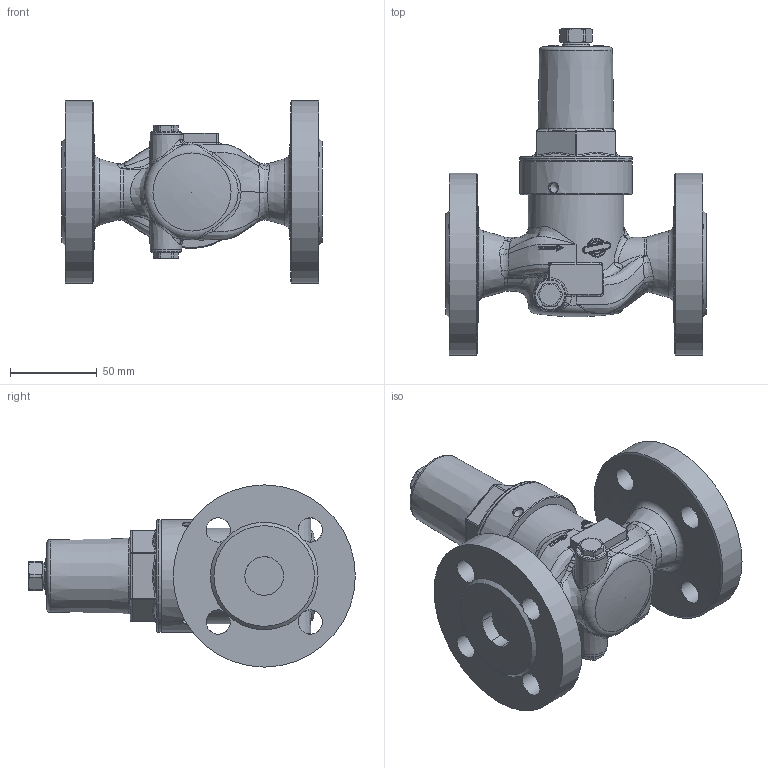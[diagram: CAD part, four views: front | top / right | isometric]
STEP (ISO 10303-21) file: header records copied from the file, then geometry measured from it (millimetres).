
FILE_DESCRIPTION(/* description */ (''),/* implementation_level */ '2;1');
FILE_NAME(/* name */ '085003.stp',/* time_stamp */ '2024-01-22T15:59:05+01:00',/* author */ ('gninka'),/* organization */ (''),/* preprocessor_version */ 'ST-DEVELOPER v19',/* originating_system */ 'Autodesk Inventor 2023',/* authorisation */ '');
FILE_SCHEMA (('AUTOMOTIVE_DESIGN { 1 0 10303 214 3 1 1 }'));
Products named in the file (1): 085003-56330.20240122_step
Bounding box: 150 x 188.28 x 105 mm (x, y, z)
Volume: 690149.1 mm3; surface area: 87497.4 mm2
Topology: 1 solids, 1 shells, 633 faces, 1695 edges, 1051 vertices
Faces by surface type: bspline 322, plane 124, cylinder 101, cone 46, torus 29, sphere 11
Full cylindrical faces by diameter (mm): 2 x1, 5 x1, 6.1 x3, 10 x1, 10.2 x1, 14 x8, 15 x1, 18 x2, 55 x1, 65 x1, 105 x2
Entity records: 36476 total; most frequent: CARTESIAN_POINT 23286, ORIENTED_EDGE 3322, DIRECTION 1841, EDGE_CURVE 1661, VERTEX_POINT 1051, B_SPLINE_CURVE_WITH_KNOTS 871, AXIS2_PLACEMENT_3D 787, EDGE_LOOP 670
